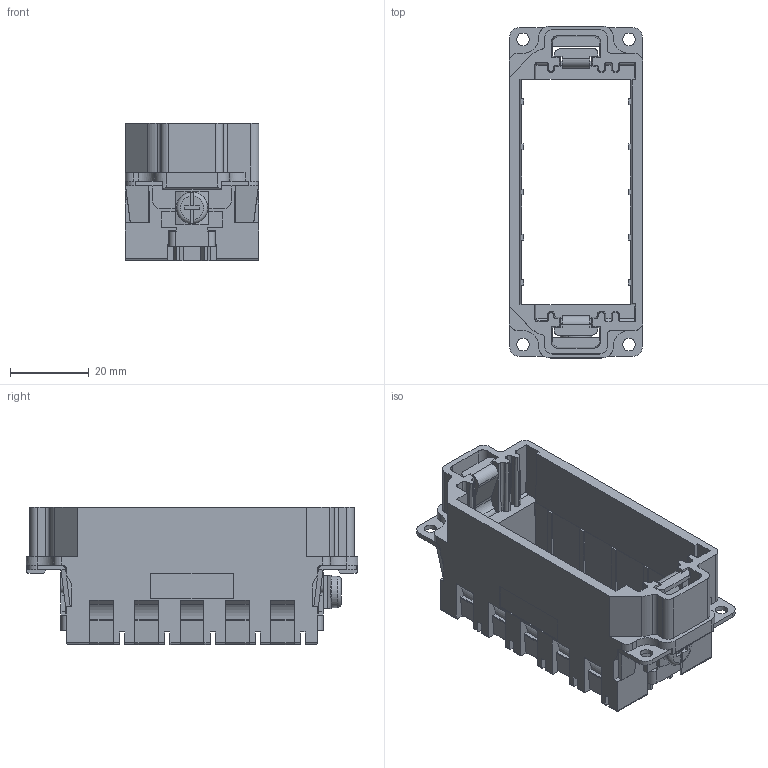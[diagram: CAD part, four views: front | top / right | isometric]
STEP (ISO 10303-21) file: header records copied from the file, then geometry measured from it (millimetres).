
FILE_DESCRIPTION(('CATIA V5 STEP Exchange','CAx-IF Rec.Pracs.--- Model Styling and Organization---1.2---2011-12-15'),'2;1');
FILE_NAME ('020623-2_1_1758480000_1758480000.stp','2018-10-03T10:38:02+00:00',('none'),('Weidmueller'),'CATIA Version 5-6 Release 2014','CATIA V5 STEP AP214','none');
FILE_SCHEMA(('AUTOMOTIVE_DESIGN { 1 0 10303 214 1 1 1 1 }'));
Length unit declared in the file: millimetre
Products named in the file (1): 1758480000 
Bounding box: 34 x 84.5 x 34.9 mm (x, y, z)
Volume: 20141.9 mm3; surface area: 21104.2 mm2
Topology: 5 solids, 5 shells, 704 faces, 2160 edges, 1453 vertices
Faces by surface type: plane 506, cylinder 162, bspline 26, cone 6, torus 4
Entity records: 23941 total; most frequent: CARTESIAN_POINT 6188, ORIENTED_EDGE 4320, DIRECTION 2721, EDGE_CURVE 2160, VECTOR 1569, LINE 1569, VERTEX_POINT 1453, AXIS2_PLACEMENT_3D 736
